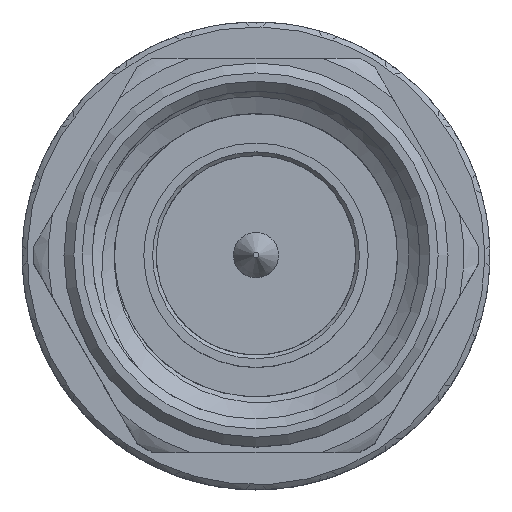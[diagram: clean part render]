
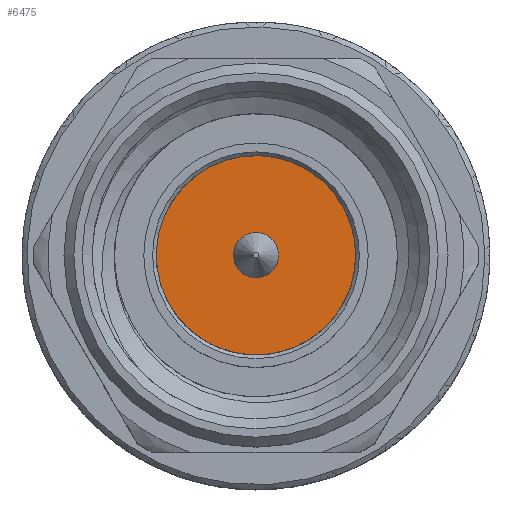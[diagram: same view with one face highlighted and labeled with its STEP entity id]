
A CAD part, top view. The second image highlights one B-rep face of the part: STEP entity #6475.
In plain terms, the highlighted planar face has unit normal (0, 0, 1).
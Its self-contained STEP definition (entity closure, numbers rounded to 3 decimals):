
#6475 = ADVANCED_FACE( '', ( #16909, #16910 ), #16911, .T. );
#16909 = FACE_OUTER_BOUND( '', #55015, .T. );
#16910 = FACE_BOUND( '', #55016, .T. );
#16911 = PLANE( '', #55017 );
#55015 = EDGE_LOOP( '', ( #177141 ) );
#55016 = EDGE_LOOP( '', ( #177142 ) );
#55017 = AXIS2_PLACEMENT_3D( '', #177143, #177144, #177145 );
#177141 = ORIENTED_EDGE( '', *, *, #206223, .T. );
#177142 = ORIENTED_EDGE( '', *, *, #206224, .T. );
#177143 = CARTESIAN_POINT( '', ( 0., 0., 10.7 ) );
#177144 = DIRECTION( '', ( 0., 0., 1. ) );
#177145 = DIRECTION( '', ( 0.216, 0.976, 0. ) );
#206223 = EDGE_CURVE( '', #223843, #223843, #223844, .T. );
#206224 = EDGE_CURVE( '', #223845, #223845, #223846, .T. );
#223843 = VERTEX_POINT( '', #268949 );
#223844 = CIRCLE( '', #268950, 2.025 );
#223845 = VERTEX_POINT( '', #268951 );
#223846 = CIRCLE( '', #268952, 0.46 );
#268949 = CARTESIAN_POINT( '', ( -1.977, 0.437, 10.7 ) );
#268950 = AXIS2_PLACEMENT_3D( '', #335534, #335535, #335536 );
#268951 = CARTESIAN_POINT( '', ( 0., 0.46, 10.7 ) );
#268952 = AXIS2_PLACEMENT_3D( '', #335537, #335538, #335539 );
#335534 = CARTESIAN_POINT( '', ( 0., 0., 10.7 ) );
#335535 = DIRECTION( '', ( 0., 0., 1. ) );
#335536 = DIRECTION( '', ( -0.976, 0.216, 0. ) );
#335537 = CARTESIAN_POINT( '', ( 0., 0., 10.7 ) );
#335538 = DIRECTION( '', ( 0., 0., -1. ) );
#335539 = DIRECTION( '', ( 0., 1., 0. ) );
